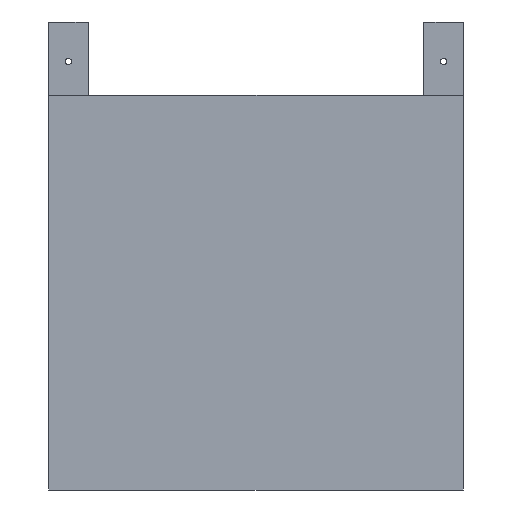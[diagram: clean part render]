
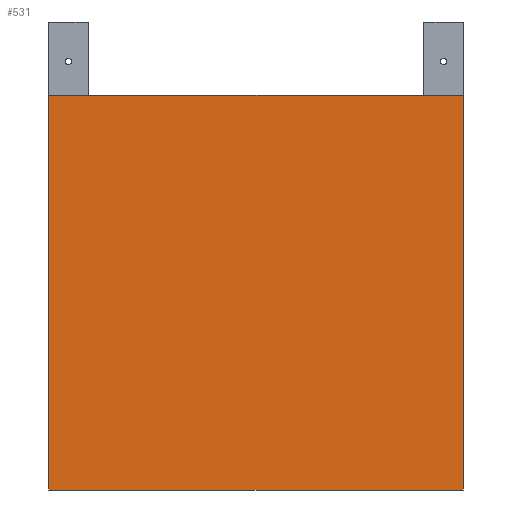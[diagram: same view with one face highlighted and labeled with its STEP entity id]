
A CAD part, front view. The second image highlights one B-rep face of the part: STEP entity #531.
In plain terms, the highlighted planar face has unit normal (0, -1, 0).
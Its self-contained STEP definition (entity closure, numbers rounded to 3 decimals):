
#15 = VECTOR ( 'NONE', #91, 1000. ) ;
#48 = CARTESIAN_POINT ( 'NONE',  ( -10., -183., -17. ) ) ;
#49 = DIRECTION ( 'NONE',  ( 0., 1., 0. ) ) ;
#72 = ORIENTED_EDGE ( 'NONE', *, *, #358, .F. ) ;
#73 = CARTESIAN_POINT ( 'NONE',  ( -10., -183., -17. ) ) ;
#91 = DIRECTION ( 'NONE',  ( 0., 0., -1. ) ) ;
#104 = LINE ( 'NONE', #663, #800 ) ;
#150 = EDGE_CURVE ( 'NONE', #796, #622, #469, .T. ) ;
#178 = CARTESIAN_POINT ( 'NONE',  ( 200., -183., -17. ) ) ;
#183 = LINE ( 'NONE', #178, #606 ) ;
#278 = CARTESIAN_POINT ( 'NONE',  ( 200., -183., -17. ) ) ;
#282 = DIRECTION ( 'NONE',  ( 1., 0., 0. ) ) ;
#285 = VERTEX_POINT ( 'NONE', #729 ) ;
#287 = FACE_OUTER_BOUND ( 'NONE', #810, .T. ) ;
#345 = DIRECTION ( 'NONE',  ( 0., 0., 1. ) ) ;
#356 = DIRECTION ( 'NONE',  ( 1., 0., 0. ) ) ;
#357 = PLANE ( 'NONE',  #764 ) ;
#358 = EDGE_CURVE ( 'NONE', #777, #285, #183, .T. ) ;
#386 = VECTOR ( 'NONE', #356, 1000. ) ;
#430 = CARTESIAN_POINT ( 'NONE',  ( -10., -183., -217. ) ) ;
#466 = EDGE_CURVE ( 'NONE', #622, #285, #104, .T. ) ;
#469 = LINE ( 'NONE', #643, #15 ) ;
#482 = ORIENTED_EDGE ( 'NONE', *, *, #466, .T. ) ;
#531 = ADVANCED_FACE ( 'NONE', ( #287 ), #357, .F. ) ;
#590 = ORIENTED_EDGE ( 'NONE', *, *, #809, .F. ) ;
#606 = VECTOR ( 'NONE', #683, 1000. ) ;
#610 = CARTESIAN_POINT ( 'NONE',  ( 0., -183., 0. ) ) ;
#622 = VERTEX_POINT ( 'NONE', #430 ) ;
#643 = CARTESIAN_POINT ( 'NONE',  ( -10., -183., -17. ) ) ;
#651 = ORIENTED_EDGE ( 'NONE', *, *, #150, .T. ) ;
#663 = CARTESIAN_POINT ( 'NONE',  ( -10., -183., -217. ) ) ;
#683 = DIRECTION ( 'NONE',  ( 0., 0., -1. ) ) ;
#729 = CARTESIAN_POINT ( 'NONE',  ( 200., -183., -217. ) ) ;
#757 = LINE ( 'NONE', #48, #386 ) ;
#764 = AXIS2_PLACEMENT_3D ( 'NONE', #610, #49, #345 ) ;
#777 = VERTEX_POINT ( 'NONE', #278 ) ;
#796 = VERTEX_POINT ( 'NONE', #73 ) ;
#800 = VECTOR ( 'NONE', #282, 1000. ) ;
#809 = EDGE_CURVE ( 'NONE', #796, #777, #757, .T. ) ;
#810 = EDGE_LOOP ( 'NONE', ( #482, #72, #590, #651 ) ) ;
